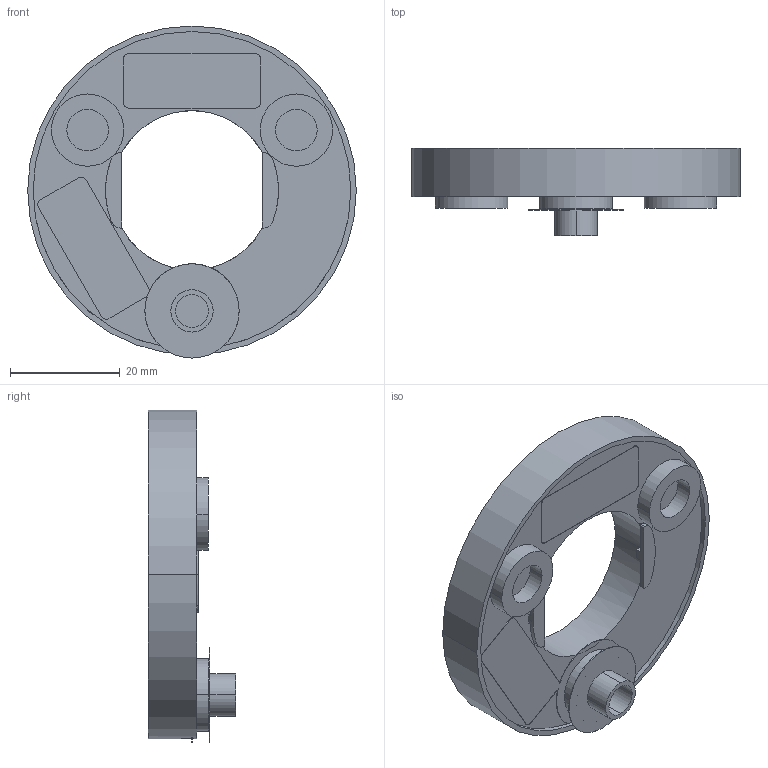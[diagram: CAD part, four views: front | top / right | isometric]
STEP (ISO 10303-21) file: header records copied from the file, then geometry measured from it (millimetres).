
FILE_DESCRIPTION(('STEP AP242'),'1');
FILE_NAME('zby9w2b330.stp','2019-06-10T18:33:53',('TraceParts'),('TraceParts S.A.'),'Spatial InterOp 3D',' ',' ');
FILE_SCHEMA(('AP242_MANAGED_MODEL_BASED_3D_ENGINEERING_MIM_LF {1 0 10303 442 1 1 4}'));
Length unit declared in the file: millimetre
Products named in the file (1): zby9w2b330_1
Bounding box: 60 x 15.9 x 60.6 mm (x, y, z)
Volume: 18265.3 mm3; surface area: 8311.9 mm2
Topology: 2 solids, 2 shells, 118 faces, 323 edges, 212 vertices
Faces by surface type: cylinder 53, plane 49, extrusion 16
Entity records: 4094 total; most frequent: CARTESIAN_POINT 1051, ORIENTED_EDGE 646, DIRECTION 616, EDGE_CURVE 323, AXIS2_PLACEMENT_3D 230, VERTEX_POINT 212, VECTOR 156, LINE 140
